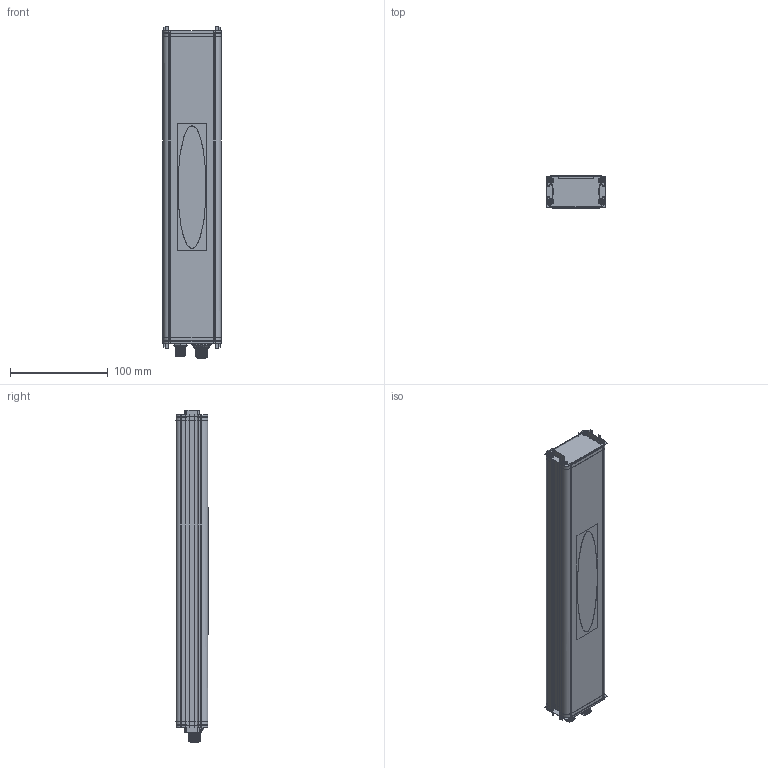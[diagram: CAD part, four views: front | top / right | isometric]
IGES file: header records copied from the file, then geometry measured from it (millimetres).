
Start section:  PTC IGES file: 142121_sm01.igs
Global section: file name: 142121_sm01.igs; native system: Creo Parametric by PTC Inc.; preprocessor: 2019292; author: PDMAdmin; organization: Unknown; date: 20221102.135853; units: millimetre
Bounding box: 59.63 x 32.75 x 339.27 mm (x, y, z)
Volume: 525052.2 mm3; surface area: 339466.1 mm2
Topology: 1 solids, 1 shells, 1176 faces, 6162 edges, 7720 vertices
Faces by surface type: bspline 698, revolution 478
